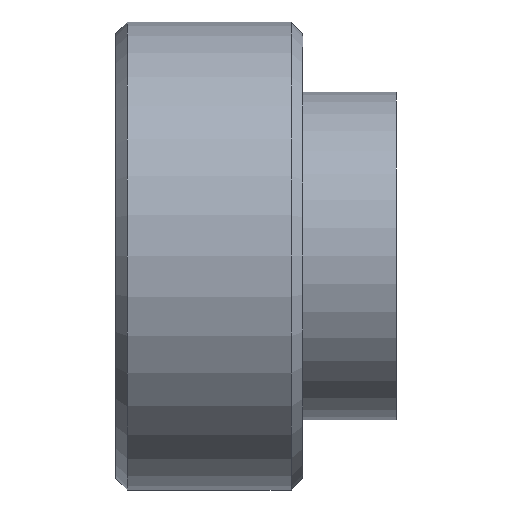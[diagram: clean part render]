
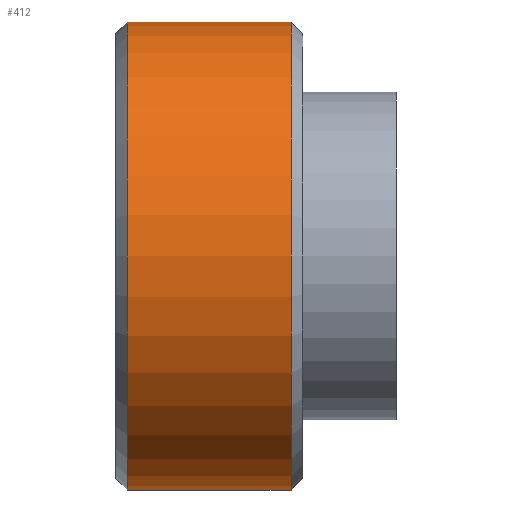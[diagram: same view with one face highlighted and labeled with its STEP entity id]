
A CAD part, left-side view. The second image highlights one B-rep face of the part: STEP entity #412.
In plain terms, the highlighted cylindrical face has radius 10 mm (diameter 20 mm), a partial arc.
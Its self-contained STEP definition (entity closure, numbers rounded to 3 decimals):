
#1 = VERTEX_POINT ( 'NONE', #221 ) ;
#15 = LINE ( 'NONE', #438, #496 ) ;
#22 = CARTESIAN_POINT ( 'NONE',  ( 0., 11.5, 10. ) ) ;
#28 = AXIS2_PLACEMENT_3D ( 'NONE', #156, #122, #56 ) ;
#50 = AXIS2_PLACEMENT_3D ( 'NONE', #428, #360, #173 ) ;
#53 = ORIENTED_EDGE ( 'NONE', *, *, #387, .T. ) ;
#56 = DIRECTION ( 'NONE',  ( 0., 0., -1. ) ) ;
#85 = CARTESIAN_POINT ( 'NONE',  ( 0., 0., 10. ) ) ;
#89 = ORIENTED_EDGE ( 'NONE', *, *, #351, .T. ) ;
#117 = DIRECTION ( 'NONE',  ( 0., -1., 0. ) ) ;
#122 = DIRECTION ( 'NONE',  ( 0., -1., 0. ) ) ;
#126 = CARTESIAN_POINT ( 'NONE',  ( 0., 4.5, 10. ) ) ;
#145 = CARTESIAN_POINT ( 'NONE',  ( 0., 4.5, -10. ) ) ;
#147 = AXIS2_PLACEMENT_3D ( 'NONE', #149, #317, #162 ) ;
#149 = CARTESIAN_POINT ( 'NONE',  ( 0., 11.5, 0. ) ) ;
#154 = DIRECTION ( 'NONE',  ( 0., -1., 0. ) ) ;
#156 = CARTESIAN_POINT ( 'NONE',  ( 0., 0., 0. ) ) ;
#161 = CIRCLE ( 'NONE', #50, 10. ) ;
#162 = DIRECTION ( 'NONE',  ( 0., 0., -1. ) ) ;
#173 = DIRECTION ( 'NONE',  ( 0., 0., -1. ) ) ;
#205 = VERTEX_POINT ( 'NONE', #126 ) ;
#221 = CARTESIAN_POINT ( 'NONE',  ( 0., 11.5, -10. ) ) ;
#229 = EDGE_LOOP ( 'NONE', ( #407, #89, #402, #53 ) ) ;
#250 = EDGE_CURVE ( 'NONE', #319, #205, #310, .T. ) ;
#310 = LINE ( 'NONE', #85, #392 ) ;
#317 = DIRECTION ( 'NONE',  ( 0., -1., 0. ) ) ;
#319 = VERTEX_POINT ( 'NONE', #22 ) ;
#323 = VERTEX_POINT ( 'NONE', #145 ) ;
#350 = FACE_OUTER_BOUND ( 'NONE', #229, .T. ) ;
#351 = EDGE_CURVE ( 'NONE', #319, #1, #411, .T. ) ;
#360 = DIRECTION ( 'NONE',  ( 0., 1., 0. ) ) ;
#387 = EDGE_CURVE ( 'NONE', #323, #205, #161, .T. ) ;
#392 = VECTOR ( 'NONE', #117, 1000. ) ;
#402 = ORIENTED_EDGE ( 'NONE', *, *, #485, .T. ) ;
#407 = ORIENTED_EDGE ( 'NONE', *, *, #250, .F. ) ;
#411 = CIRCLE ( 'NONE', #147, 10. ) ;
#412 = ADVANCED_FACE ( 'NONE', ( #350 ), #464, .T. ) ;
#428 = CARTESIAN_POINT ( 'NONE',  ( 0., 4.5, 0. ) ) ;
#438 = CARTESIAN_POINT ( 'NONE',  ( 0., 0., -10. ) ) ;
#464 = CYLINDRICAL_SURFACE ( 'NONE', #28, 10. ) ;
#485 = EDGE_CURVE ( 'NONE', #1, #323, #15, .T. ) ;
#496 = VECTOR ( 'NONE', #154, 1000. ) ;
